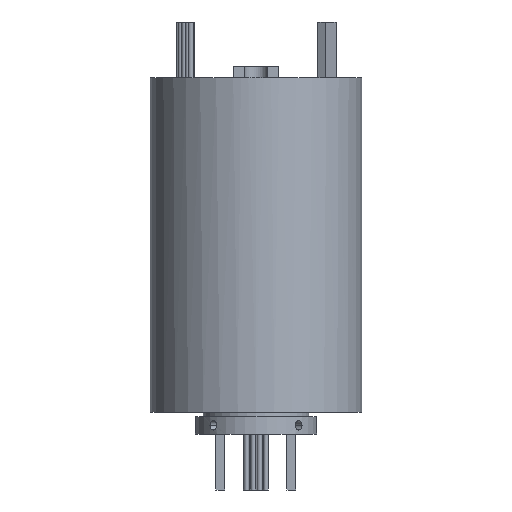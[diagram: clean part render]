
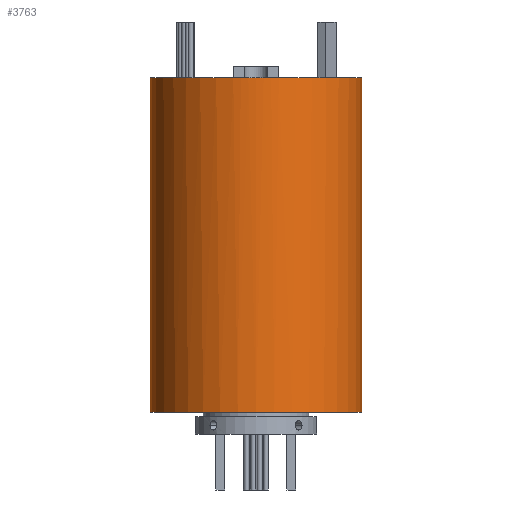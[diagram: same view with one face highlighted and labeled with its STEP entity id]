
A CAD part, front view. The second image highlights one B-rep face of the part: STEP entity #3763.
In plain terms, the highlighted cylindrical face has radius 28 mm (diameter 56 mm), a partial arc.
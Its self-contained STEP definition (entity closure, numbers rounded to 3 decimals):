
#205 = CARTESIAN_POINT ( 'NONE',  ( 28., 0., 5.7 ) ) ;
#238 = ORIENTED_EDGE ( 'NONE', *, *, #4165, .F. ) ;
#538 = EDGE_CURVE ( 'NONE', #3397, #3677, #2702, .T. ) ;
#615 = DIRECTION ( 'NONE',  ( 0., 0., 1. ) ) ;
#704 = FACE_OUTER_BOUND ( 'NONE', #2651, .T. ) ;
#710 = VECTOR ( 'NONE', #4955, 1000. ) ;
#892 = CIRCLE ( 'NONE', #2251, 28. ) ;
#901 = VERTEX_POINT ( 'NONE', #205 ) ;
#1054 = DIRECTION ( 'NONE',  ( 0., 0., 1. ) ) ;
#1071 = ORIENTED_EDGE ( 'NONE', *, *, #3224, .F. ) ;
#1072 = CIRCLE ( 'NONE', #2412, 28. ) ;
#1083 = CARTESIAN_POINT ( 'NONE',  ( 0., 0., 94.1 ) ) ;
#1196 = DIRECTION ( 'NONE',  ( 0., 0., -1. ) ) ;
#1225 = DIRECTION ( 'NONE',  ( 0., 0., 1. ) ) ;
#1251 = VERTEX_POINT ( 'NONE', #5160 ) ;
#1361 = CARTESIAN_POINT ( 'NONE',  ( -28., 0., 5.7 ) ) ;
#1425 = CIRCLE ( 'NONE', #5194, 28. ) ;
#1496 = CARTESIAN_POINT ( 'NONE',  ( 6., -27.35, 94.1 ) ) ;
#1647 = DIRECTION ( 'NONE',  ( 0., 0., 1. ) ) ;
#1818 = ORIENTED_EDGE ( 'NONE', *, *, #5400, .T. ) ;
#2014 = DIRECTION ( 'NONE',  ( 0., 0., 1. ) ) ;
#2162 = VERTEX_POINT ( 'NONE', #2829 ) ;
#2251 = AXIS2_PLACEMENT_3D ( 'NONE', #4767, #2014, #5231 ) ;
#2412 = AXIS2_PLACEMENT_3D ( 'NONE', #3965, #1225, #4432 ) ;
#2534 = CARTESIAN_POINT ( 'NONE',  ( -28., 0., 94.1 ) ) ;
#2651 = EDGE_LOOP ( 'NONE', ( #1071, #3478, #4610, #238, #4888, #1818, #4055 ) ) ;
#2702 = CIRCLE ( 'NONE', #4855, 28. ) ;
#2782 = CARTESIAN_POINT ( 'NONE',  ( 0., -28., 94.1 ) ) ;
#2829 = CARTESIAN_POINT ( 'NONE',  ( 28., 0., 94.1 ) ) ;
#2895 = DIRECTION ( 'NONE',  ( -1., 0., 0. ) ) ;
#2973 = VERTEX_POINT ( 'NONE', #4978 ) ;
#2994 = CYLINDRICAL_SURFACE ( 'NONE', #4083, 28. ) ;
#3135 = AXIS2_PLACEMENT_3D ( 'NONE', #3364, #615, #3831 ) ;
#3224 = EDGE_CURVE ( 'NONE', #2162, #901, #4384, .T. ) ;
#3364 = CARTESIAN_POINT ( 'NONE',  ( 0., 0., 94.1 ) ) ;
#3397 = VERTEX_POINT ( 'NONE', #2782 ) ;
#3478 = ORIENTED_EDGE ( 'NONE', *, *, #3740, .F. ) ;
#3479 = VERTEX_POINT ( 'NONE', #1361 ) ;
#3677 = VERTEX_POINT ( 'NONE', #1496 ) ;
#3740 = EDGE_CURVE ( 'NONE', #3677, #2162, #4380, .T. ) ;
#3763 = ADVANCED_FACE ( 'NONE', ( #704 ), #2994, .T. ) ;
#3806 = CARTESIAN_POINT ( 'NONE',  ( 0., 0., 94.1 ) ) ;
#3831 = DIRECTION ( 'NONE',  ( 1., 0., 0. ) ) ;
#3965 = CARTESIAN_POINT ( 'NONE',  ( 0., 0., 5.7 ) ) ;
#4037 = EDGE_CURVE ( 'NONE', #3479, #901, #1072, .T. ) ;
#4055 = ORIENTED_EDGE ( 'NONE', *, *, #4037, .T. ) ;
#4083 = AXIS2_PLACEMENT_3D ( 'NONE', #1083, #4302, #2895 ) ;
#4165 = EDGE_CURVE ( 'NONE', #2973, #3397, #1425, .T. ) ;
#4268 = DIRECTION ( 'NONE',  ( 1., 0., 0. ) ) ;
#4302 = DIRECTION ( 'NONE',  ( 0., 0., -1. ) ) ;
#4380 = CIRCLE ( 'NONE', #3135, 28. ) ;
#4384 = LINE ( 'NONE', #5405, #710 ) ;
#4401 = CARTESIAN_POINT ( 'NONE',  ( 0., 0., 94.1 ) ) ;
#4432 = DIRECTION ( 'NONE',  ( 1., 0., 0. ) ) ;
#4610 = ORIENTED_EDGE ( 'NONE', *, *, #538, .F. ) ;
#4637 = VECTOR ( 'NONE', #1196, 1000. ) ;
#4767 = CARTESIAN_POINT ( 'NONE',  ( 0., 0., 94.1 ) ) ;
#4847 = DIRECTION ( 'NONE',  ( 1., 0., 0. ) ) ;
#4855 = AXIS2_PLACEMENT_3D ( 'NONE', #3806, #1054, #4268 ) ;
#4888 = ORIENTED_EDGE ( 'NONE', *, *, #5126, .F. ) ;
#4955 = DIRECTION ( 'NONE',  ( 0., 0., -1. ) ) ;
#4978 = CARTESIAN_POINT ( 'NONE',  ( -6., -27.35, 94.1 ) ) ;
#5126 = EDGE_CURVE ( 'NONE', #1251, #2973, #892, .T. ) ;
#5160 = CARTESIAN_POINT ( 'NONE',  ( -28., 0., 94.1 ) ) ;
#5194 = AXIS2_PLACEMENT_3D ( 'NONE', #4401, #1647, #4847 ) ;
#5231 = DIRECTION ( 'NONE',  ( 1., 0., 0. ) ) ;
#5400 = EDGE_CURVE ( 'NONE', #1251, #3479, #5810, .T. ) ;
#5405 = CARTESIAN_POINT ( 'NONE',  ( 28., 0., 94.1 ) ) ;
#5810 = LINE ( 'NONE', #2534, #4637 ) ;
